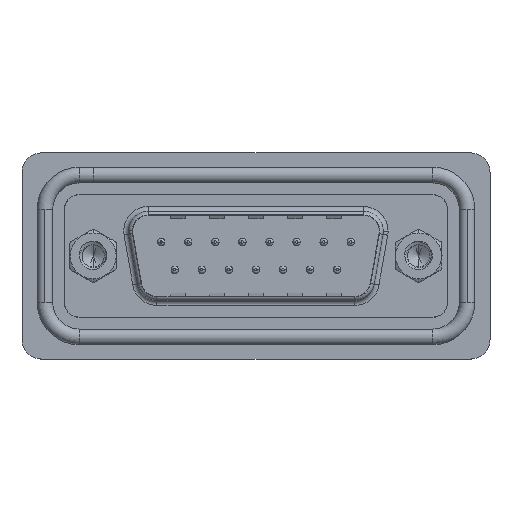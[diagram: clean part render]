
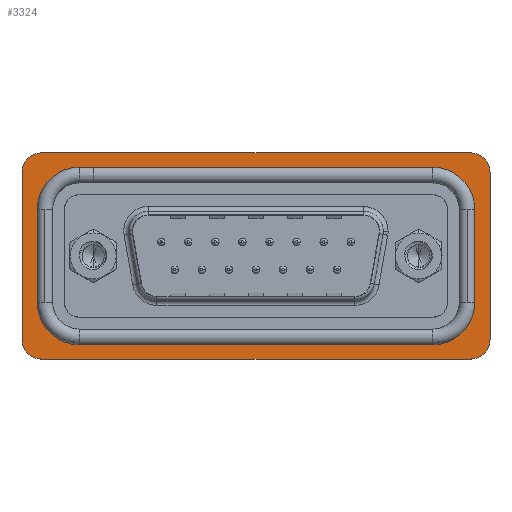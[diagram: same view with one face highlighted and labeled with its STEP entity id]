
A CAD part, top view. The second image highlights one B-rep face of the part: STEP entity #3324.
In plain terms, the highlighted planar face has unit normal (0, 0, 1).
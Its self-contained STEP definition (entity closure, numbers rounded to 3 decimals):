
#76 = CARTESIAN_POINT ( 'NONE',  ( -5.285, 8.55, 0.4 ) ) ;
#126 = EDGE_CURVE ( 'NONE', #2058, #1310, #309, .T. ) ;
#204 = DIRECTION ( 'NONE',  ( 0., 0., 1. ) ) ;
#309 = LINE ( 'NONE', #7883, #24480 ) ;
#367 = CARTESIAN_POINT ( 'NONE',  ( -7.285, -8.55, 0.4 ) ) ;
#618 = VECTOR ( 'NONE', #21888, 1000. ) ;
#619 = EDGE_CURVE ( 'NONE', #17245, #1365, #11288, .T. ) ;
#702 = EDGE_CURVE ( 'NONE', #13658, #2058, #17049, .T. ) ;
#751 = DIRECTION ( 'NONE',  ( -1., 0., 0. ) ) ;
#976 = ORIENTED_EDGE ( 'NONE', *, *, #14740, .F. ) ;
#1057 = EDGE_CURVE ( 'NONE', #1508, #10614, #6110, .T. ) ;
#1082 = CARTESIAN_POINT ( 'NONE',  ( -5.285, -10.55, 0.4 ) ) ;
#1103 = ORIENTED_EDGE ( 'NONE', *, *, #12758, .T. ) ;
#1272 = VECTOR ( 'NONE', #19955, 1000. ) ;
#1310 = VERTEX_POINT ( 'NONE', #12985 ) ;
#1365 = VERTEX_POINT ( 'NONE', #4299 ) ;
#1508 = VERTEX_POINT ( 'NONE', #15786 ) ;
#1670 = VECTOR ( 'NONE', #15717, 1000. ) ;
#1974 = AXIS2_PLACEMENT_3D ( 'NONE', #10145, #2314, #5924 ) ;
#2058 = VERTEX_POINT ( 'NONE', #13798 ) ;
#2121 = VERTEX_POINT ( 'NONE', #13917 ) ;
#2212 = AXIS2_PLACEMENT_3D ( 'NONE', #9817, #12044, #12161 ) ;
#2314 = DIRECTION ( 'NONE',  ( 0., 0., 1. ) ) ;
#2330 = EDGE_CURVE ( 'NONE', #24137, #13455, #11881, .T. ) ;
#2655 = DIRECTION ( 'NONE',  ( 0., 0., 1. ) ) ;
#2715 = CARTESIAN_POINT ( 'NONE',  ( 38.605, -10.55, 0.4 ) ) ;
#2932 = VECTOR ( 'NONE', #17673, 1000. ) ;
#3061 = EDGE_CURVE ( 'NONE', #13455, #2121, #24486, .T. ) ;
#3324 = ADVANCED_FACE ( 'NONE', ( #3951, #17566 ), #9522, .T. ) ;
#3349 = CARTESIAN_POINT ( 'NONE',  ( -5.285, 10.55, 0.4 ) ) ;
#3863 = EDGE_CURVE ( 'NONE', #10614, #20203, #9043, .T. ) ;
#3951 = FACE_BOUND ( 'NONE', #14582, .T. ) ;
#3967 = AXIS2_PLACEMENT_3D ( 'NONE', #7576, #22803, #15250 ) ;
#4210 = DIRECTION ( 'NONE',  ( 1., 0., 0. ) ) ;
#4299 = CARTESIAN_POINT ( 'NONE',  ( 40.605, -8.55, 0.4 ) ) ;
#4329 = CARTESIAN_POINT ( 'NONE',  ( 38.605, 8.55, 0.4 ) ) ;
#4449 = ORIENTED_EDGE ( 'NONE', *, *, #702, .F. ) ;
#4810 = DIRECTION ( 'NONE',  ( 1., 0., 0. ) ) ;
#5760 = VECTOR ( 'NONE', #15420, 1000. ) ;
#5924 = DIRECTION ( 'NONE',  ( 1., 0., 0. ) ) ;
#6110 = LINE ( 'NONE', #23529, #17760 ) ;
#6141 = CARTESIAN_POINT ( 'NONE',  ( 38.605, -8.55, 0.4 ) ) ;
#6417 = AXIS2_PLACEMENT_3D ( 'NONE', #6972, #14272, #14513 ) ;
#6688 = ORIENTED_EDGE ( 'NONE', *, *, #1057, .T. ) ;
#6972 = CARTESIAN_POINT ( 'NONE',  ( 34.755, 4.775, 0.4 ) ) ;
#7191 = ORIENTED_EDGE ( 'NONE', *, *, #11298, .T. ) ;
#7576 = CARTESIAN_POINT ( 'NONE',  ( -1.435, -4.775, 0.4 ) ) ;
#7765 = EDGE_CURVE ( 'NONE', #1365, #14560, #23352, .T. ) ;
#7883 = CARTESIAN_POINT ( 'NONE',  ( 34.755, 9.075, 0.4 ) ) ;
#8017 = DIRECTION ( 'NONE',  ( 1., 0., 0. ) ) ;
#8537 = EDGE_CURVE ( 'NONE', #9671, #8814, #23514, .T. ) ;
#8634 = EDGE_CURVE ( 'NONE', #1310, #19844, #24274, .T. ) ;
#8758 = ORIENTED_EDGE ( 'NONE', *, *, #619, .T. ) ;
#8814 = VERTEX_POINT ( 'NONE', #1082 ) ;
#8941 = CARTESIAN_POINT ( 'NONE',  ( 39.055, -4.775, 0.4 ) ) ;
#9043 = CIRCLE ( 'NONE', #20494, 2. ) ;
#9413 = ORIENTED_EDGE ( 'NONE', *, *, #23781, .F. ) ;
#9522 = PLANE ( 'NONE',  #15756 ) ;
#9671 = VERTEX_POINT ( 'NONE', #17829 ) ;
#9817 = CARTESIAN_POINT ( 'NONE',  ( 34.755, -4.775, 0.4 ) ) ;
#9905 = DIRECTION ( 'NONE',  ( -1., 0., 0. ) ) ;
#10145 = CARTESIAN_POINT ( 'NONE',  ( 38.605, 8.55, 0.4 ) ) ;
#10327 = CARTESIAN_POINT ( 'NONE',  ( -5.735, 4.775, 0.4 ) ) ;
#10510 = ORIENTED_EDGE ( 'NONE', *, *, #8634, .F. ) ;
#10614 = VERTEX_POINT ( 'NONE', #3349 ) ;
#10896 = CARTESIAN_POINT ( 'NONE',  ( -1.435, -9.075, 0.4 ) ) ;
#11288 = CIRCLE ( 'NONE', #14455, 2. ) ;
#11298 = EDGE_CURVE ( 'NONE', #14560, #1508, #20531, .T. ) ;
#11531 = LINE ( 'NONE', #367, #1670 ) ;
#11719 = CIRCLE ( 'NONE', #2212, 4.3 ) ;
#11881 = CIRCLE ( 'NONE', #3967, 4.3 ) ;
#11883 = ORIENTED_EDGE ( 'NONE', *, *, #2330, .F. ) ;
#12044 = DIRECTION ( 'NONE',  ( 0., 0., 1. ) ) ;
#12161 = DIRECTION ( 'NONE',  ( 1., 0., 0. ) ) ;
#12392 = CARTESIAN_POINT ( 'NONE',  ( -1.435, -9.075, 0.4 ) ) ;
#12758 = EDGE_CURVE ( 'NONE', #20203, #9671, #11531, .T. ) ;
#12947 = CARTESIAN_POINT ( 'NONE',  ( -5.735, -4.775, 0.4 ) ) ;
#12983 = DIRECTION ( 'NONE',  ( 1., 0., 0. ) ) ;
#12985 = CARTESIAN_POINT ( 'NONE',  ( -1.435, 9.075, 0.4 ) ) ;
#13365 = ORIENTED_EDGE ( 'NONE', *, *, #126, .F. ) ;
#13455 = VERTEX_POINT ( 'NONE', #12392 ) ;
#13571 = CARTESIAN_POINT ( 'NONE',  ( -5.735, 4.775, 0.4 ) ) ;
#13634 = AXIS2_PLACEMENT_3D ( 'NONE', #21272, #14104, #4810 ) ;
#13658 = VERTEX_POINT ( 'NONE', #22633 ) ;
#13798 = CARTESIAN_POINT ( 'NONE',  ( 34.755, 9.075, 0.4 ) ) ;
#13855 = DIRECTION ( 'NONE',  ( 0., 0., 1. ) ) ;
#13917 = CARTESIAN_POINT ( 'NONE',  ( 34.755, -9.075, 0.4 ) ) ;
#14104 = DIRECTION ( 'NONE',  ( 0., 0., 1. ) ) ;
#14250 = EDGE_CURVE ( 'NONE', #19844, #24137, #22855, .T. ) ;
#14272 = DIRECTION ( 'NONE',  ( 0., 0., 1. ) ) ;
#14346 = LINE ( 'NONE', #2715, #618 ) ;
#14455 = AXIS2_PLACEMENT_3D ( 'NONE', #6141, #2655, #21214 ) ;
#14513 = DIRECTION ( 'NONE',  ( 1., 0., 0. ) ) ;
#14560 = VERTEX_POINT ( 'NONE', #16961 ) ;
#14582 = EDGE_LOOP ( 'NONE', ( #4449, #9413, #976, #22324, #11883, #18289, #10510, #13365 ) ) ;
#14740 = EDGE_CURVE ( 'NONE', #2121, #18004, #11719, .T. ) ;
#15250 = DIRECTION ( 'NONE',  ( 1., 0., 0. ) ) ;
#15418 = DIRECTION ( 'NONE',  ( -1., 0., 0. ) ) ;
#15420 = DIRECTION ( 'NONE',  ( 0., -1., 0. ) ) ;
#15701 = ORIENTED_EDGE ( 'NONE', *, *, #3863, .T. ) ;
#15717 = DIRECTION ( 'NONE',  ( 0., -1., 0. ) ) ;
#15756 = AXIS2_PLACEMENT_3D ( 'NONE', #4329, #13855, #4210 ) ;
#15786 = CARTESIAN_POINT ( 'NONE',  ( 38.605, 10.55, 0.4 ) ) ;
#15939 = CARTESIAN_POINT ( 'NONE',  ( -5.285, -8.55, 0.4 ) ) ;
#15989 = AXIS2_PLACEMENT_3D ( 'NONE', #15939, #17689, #9905 ) ;
#16131 = VECTOR ( 'NONE', #12983, 1000. ) ;
#16506 = CARTESIAN_POINT ( 'NONE',  ( 38.605, -10.55, 0.4 ) ) ;
#16575 = EDGE_CURVE ( 'NONE', #8814, #17245, #14346, .T. ) ;
#16961 = CARTESIAN_POINT ( 'NONE',  ( 40.605, 8.55, 0.4 ) ) ;
#17049 = CIRCLE ( 'NONE', #6417, 4.3 ) ;
#17245 = VERTEX_POINT ( 'NONE', #16506 ) ;
#17566 = FACE_OUTER_BOUND ( 'NONE', #20434, .T. ) ;
#17673 = DIRECTION ( 'NONE',  ( 0., 1., 0. ) ) ;
#17689 = DIRECTION ( 'NONE',  ( 0., 0., 1. ) ) ;
#17760 = VECTOR ( 'NONE', #751, 1000. ) ;
#17829 = CARTESIAN_POINT ( 'NONE',  ( -7.285, -8.55, 0.4 ) ) ;
#17975 = LINE ( 'NONE', #8941, #1272 ) ;
#18004 = VERTEX_POINT ( 'NONE', #21070 ) ;
#18289 = ORIENTED_EDGE ( 'NONE', *, *, #14250, .F. ) ;
#18502 = ORIENTED_EDGE ( 'NONE', *, *, #8537, .T. ) ;
#19160 = ORIENTED_EDGE ( 'NONE', *, *, #7765, .T. ) ;
#19645 = CARTESIAN_POINT ( 'NONE',  ( 40.605, -8.55, 0.4 ) ) ;
#19844 = VERTEX_POINT ( 'NONE', #13571 ) ;
#19955 = DIRECTION ( 'NONE',  ( 0., 1., 0. ) ) ;
#20203 = VERTEX_POINT ( 'NONE', #22319 ) ;
#20434 = EDGE_LOOP ( 'NONE', ( #7191, #6688, #15701, #1103, #18502, #24430, #8758, #19160 ) ) ;
#20494 = AXIS2_PLACEMENT_3D ( 'NONE', #76, #204, #8017 ) ;
#20531 = CIRCLE ( 'NONE', #1974, 2. ) ;
#21070 = CARTESIAN_POINT ( 'NONE',  ( 39.055, -4.775, 0.4 ) ) ;
#21214 = DIRECTION ( 'NONE',  ( 1., 0., 0. ) ) ;
#21272 = CARTESIAN_POINT ( 'NONE',  ( -1.435, 4.775, 0.4 ) ) ;
#21888 = DIRECTION ( 'NONE',  ( 1., 0., 0. ) ) ;
#22319 = CARTESIAN_POINT ( 'NONE',  ( -7.285, 8.55, 0.4 ) ) ;
#22324 = ORIENTED_EDGE ( 'NONE', *, *, #3061, .F. ) ;
#22633 = CARTESIAN_POINT ( 'NONE',  ( 39.055, 4.775, 0.4 ) ) ;
#22803 = DIRECTION ( 'NONE',  ( 0., 0., 1. ) ) ;
#22855 = LINE ( 'NONE', #10327, #5760 ) ;
#23352 = LINE ( 'NONE', #19645, #2932 ) ;
#23514 = CIRCLE ( 'NONE', #15989, 2. ) ;
#23529 = CARTESIAN_POINT ( 'NONE',  ( 38.605, 10.55, 0.4 ) ) ;
#23781 = EDGE_CURVE ( 'NONE', #18004, #13658, #17975, .T. ) ;
#24137 = VERTEX_POINT ( 'NONE', #12947 ) ;
#24274 = CIRCLE ( 'NONE', #13634, 4.3 ) ;
#24430 = ORIENTED_EDGE ( 'NONE', *, *, #16575, .T. ) ;
#24480 = VECTOR ( 'NONE', #15418, 1000. ) ;
#24486 = LINE ( 'NONE', #10896, #16131 ) ;
